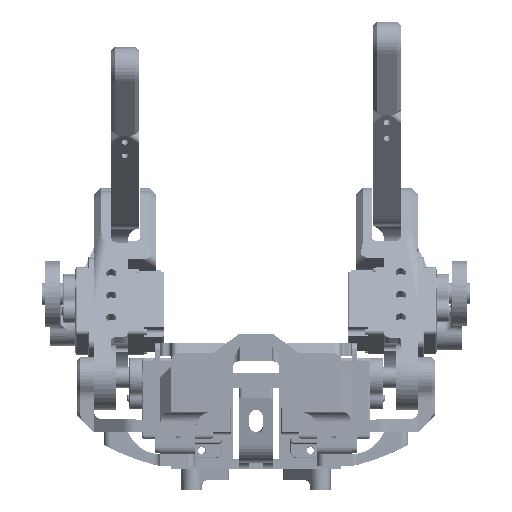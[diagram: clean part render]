
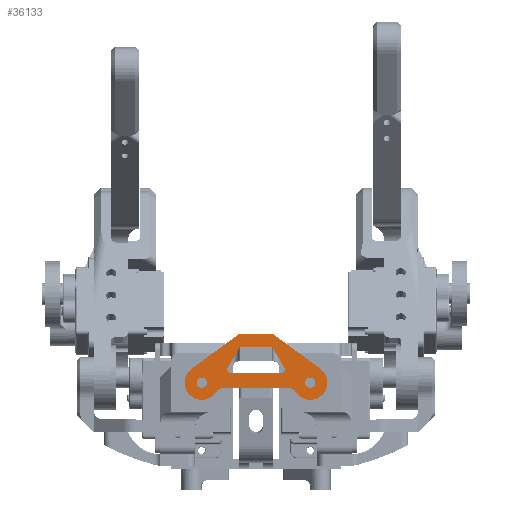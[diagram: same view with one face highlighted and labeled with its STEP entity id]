
A CAD part, left-side view. The second image highlights one B-rep face of the part: STEP entity #36133.
In plain terms, the highlighted face is planar.
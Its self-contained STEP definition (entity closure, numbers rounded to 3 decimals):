
#1611=FACE_BOUND('',#6379,.T.);
#1612=FACE_BOUND('',#6380,.T.);
#1613=FACE_BOUND('',#6381,.T.);
#2348=PLANE('',#40403);
#4052=FACE_OUTER_BOUND('',#6378,.T.);
#6378=EDGE_LOOP('',(#32245,#32246,#32247,#32248,#32249,#32250,#32251,#32252));
#6379=EDGE_LOOP('',(#32253,#32254,#32255,#32256,#32257,#32258));
#6380=EDGE_LOOP('',(#32259));
#6381=EDGE_LOOP('',(#32260));
#8321=CIRCLE('',#40361,3.);
#8323=CIRCLE('',#40364,5.);
#8324=CIRCLE('',#40366,3.);
#8326=CIRCLE('',#40369,5.);
#8329=CIRCLE('',#40373,1.);
#8330=CIRCLE('',#40377,1.);
#8336=CIRCLE('',#40398,1.5);
#8337=CIRCLE('',#40400,1.5);
#10919=LINE('',#63228,#13883);
#10938=LINE('',#63309,#13902);
#10941=LINE('',#63320,#13905);
#10943=LINE('',#63325,#13907);
#10945=LINE('',#63328,#13909);
#10963=LINE('',#63378,#13927);
#10964=LINE('',#63381,#13928);
#10966=LINE('',#63384,#13930);
#13883=VECTOR('',#50011,10.);
#13902=VECTOR('',#50090,10.);
#13905=VECTOR('',#50101,10.);
#13907=VECTOR('',#50107,10.);
#13909=VECTOR('',#50111,10.);
#13927=VECTOR('',#50167,10.);
#13928=VECTOR('',#50170,10.);
#13930=VECTOR('',#50174,10.);
#17497=VERTEX_POINT('',#63225);
#17498=VERTEX_POINT('',#63227);
#17516=VERTEX_POINT('',#63270);
#17517=VERTEX_POINT('',#63272);
#17519=VERTEX_POINT('',#63278);
#17520=VERTEX_POINT('',#63282);
#17521=VERTEX_POINT('',#63283);
#17524=VERTEX_POINT('',#63291);
#17528=VERTEX_POINT('',#63300);
#17529=VERTEX_POINT('',#63302);
#17531=VERTEX_POINT('',#63311);
#17532=VERTEX_POINT('',#63312);
#17546=VERTEX_POINT('',#63368);
#17547=VERTEX_POINT('',#63372);
#17548=VERTEX_POINT('',#63376);
#17549=VERTEX_POINT('',#63380);
#22458=EDGE_CURVE('',#17498,#17497,#10919,.T.);
#22480=EDGE_CURVE('',#17516,#17517,#8321,.T.);
#22484=EDGE_CURVE('',#17516,#17519,#8323,.T.);
#22485=EDGE_CURVE('',#17520,#17521,#8324,.T.);
#22489=EDGE_CURVE('',#17524,#17521,#8326,.T.);
#22494=EDGE_CURVE('',#17528,#17529,#8329,.T.);
#22498=EDGE_CURVE('',#17528,#17498,#10938,.T.);
#22499=EDGE_CURVE('',#17531,#17532,#8330,.T.);
#22503=EDGE_CURVE('',#17497,#17532,#10941,.T.);
#22506=EDGE_CURVE('',#17531,#17529,#10943,.T.);
#22508=EDGE_CURVE('',#17520,#17517,#10945,.T.);
#22530=EDGE_CURVE('',#17546,#17546,#8336,.T.);
#22532=EDGE_CURVE('',#17547,#17547,#8337,.T.);
#22534=EDGE_CURVE('',#17519,#17548,#10963,.T.);
#22535=EDGE_CURVE('',#17549,#17524,#10964,.T.);
#22537=EDGE_CURVE('',#17548,#17549,#10966,.T.);
#32245=ORIENTED_EDGE('',*,*,#22508,.T.);
#32246=ORIENTED_EDGE('',*,*,#22480,.F.);
#32247=ORIENTED_EDGE('',*,*,#22484,.T.);
#32248=ORIENTED_EDGE('',*,*,#22534,.T.);
#32249=ORIENTED_EDGE('',*,*,#22537,.T.);
#32250=ORIENTED_EDGE('',*,*,#22535,.T.);
#32251=ORIENTED_EDGE('',*,*,#22489,.T.);
#32252=ORIENTED_EDGE('',*,*,#22485,.F.);
#32253=ORIENTED_EDGE('',*,*,#22498,.T.);
#32254=ORIENTED_EDGE('',*,*,#22458,.T.);
#32255=ORIENTED_EDGE('',*,*,#22503,.T.);
#32256=ORIENTED_EDGE('',*,*,#22499,.F.);
#32257=ORIENTED_EDGE('',*,*,#22506,.T.);
#32258=ORIENTED_EDGE('',*,*,#22494,.F.);
#32259=ORIENTED_EDGE('',*,*,#22530,.T.);
#32260=ORIENTED_EDGE('',*,*,#22532,.T.);
#36133=ADVANCED_FACE('',(#4052,#1611,#1612,#1613),#2348,.T.);
#40361=AXIS2_PLACEMENT_3D('',#63273,#50052,#50053);
#40364=AXIS2_PLACEMENT_3D('',#63280,#50060,#50061);
#40366=AXIS2_PLACEMENT_3D('',#63284,#50064,#50065);
#40369=AXIS2_PLACEMENT_3D('',#63292,#50072,#50073);
#40373=AXIS2_PLACEMENT_3D('',#63303,#50082,#50083);
#40377=AXIS2_PLACEMENT_3D('',#63313,#50093,#50094);
#40398=AXIS2_PLACEMENT_3D('',#63370,#50157,#50158);
#40400=AXIS2_PLACEMENT_3D('',#63374,#50162,#50163);
#40403=AXIS2_PLACEMENT_3D('',#63383,#50172,#50173);
#50011=DIRECTION('',(1.,0.,0.));
#50052=DIRECTION('center_axis',(0.,-1.,0.));
#50053=DIRECTION('ref_axis',(0.471,0.,0.882));
#50060=DIRECTION('center_axis',(0.,-1.,0.));
#50061=DIRECTION('ref_axis',(1.,0.,0.));
#50064=DIRECTION('center_axis',(0.,-1.,0.));
#50065=DIRECTION('ref_axis',(-0.471,0.,0.882));
#50072=DIRECTION('center_axis',(0.,-1.,0.));
#50073=DIRECTION('ref_axis',(1.,0.,0.));
#50082=DIRECTION('center_axis',(0.,-1.,0.));
#50083=DIRECTION('ref_axis',(-0.868,0.,-0.497));
#50090=DIRECTION('',(0.505,0.,0.863));
#50093=DIRECTION('center_axis',(0.,-1.,0.));
#50094=DIRECTION('ref_axis',(0.868,0.,-0.497));
#50101=DIRECTION('',(0.505,0.,-0.863));
#50107=DIRECTION('',(-1.,0.,0.));
#50111=DIRECTION('',(1.,0.,0.));
#50157=DIRECTION('center_axis',(0.,1.,0.));
#50158=DIRECTION('ref_axis',(-1.,0.,0.));
#50162=DIRECTION('center_axis',(0.,1.,0.));
#50163=DIRECTION('ref_axis',(-1.,0.,0.));
#50167=DIRECTION('',(-0.807,0.,0.591));
#50170=DIRECTION('',(-0.807,0.,-0.591));
#50172=DIRECTION('center_axis',(0.,-1.,0.));
#50173=DIRECTION('ref_axis',(0.,0.,-1.));
#50174=DIRECTION('',(-1.,0.,0.));
#63225=CARTESIAN_POINT('',(11.6,-43.,0.));
#63227=CARTESIAN_POINT('',(2.,-43.,0.));
#63228=CARTESIAN_POINT('',(2.,-43.,0.));
#63270=CARTESIAN_POINT('',(18.446,-43.,-13.033));
#63272=CARTESIAN_POINT('',(15.954,-43.,-11.704));
#63273=CARTESIAN_POINT('Origin',(15.954,-43.,-14.704));
#63278=CARTESIAN_POINT('',(25.554,-43.,-6.216));
#63280=CARTESIAN_POINT('Origin',(22.6,-43.,-10.25));
#63282=CARTESIAN_POINT('',(-2.354,-43.,-11.704));
#63283=CARTESIAN_POINT('',(-4.846,-43.,-13.033));
#63284=CARTESIAN_POINT('Origin',(-2.354,-43.,-14.704));
#63291=CARTESIAN_POINT('',(-11.954,-43.,-6.216));
#63292=CARTESIAN_POINT('Origin',(-9.,-43.,-10.25));
#63300=CARTESIAN_POINT('',(-1.459,-43.,-5.909));
#63302=CARTESIAN_POINT('',(-0.596,-43.,-7.414));
#63303=CARTESIAN_POINT('Origin',(-0.596,-43.,-6.414));
#63309=CARTESIAN_POINT('',(-4.,-43.,-10.25));
#63311=CARTESIAN_POINT('',(14.196,-43.,-7.414));
#63312=CARTESIAN_POINT('',(15.059,-43.,-5.909));
#63313=CARTESIAN_POINT('Origin',(14.196,-43.,-6.414));
#63320=CARTESIAN_POINT('',(11.6,-43.,0.));
#63325=CARTESIAN_POINT('',(15.94,-43.,-7.414));
#63328=CARTESIAN_POINT('',(-4.216,-43.,-11.704));
#63368=CARTESIAN_POINT('',(-7.5,-43.,-10.25));
#63370=CARTESIAN_POINT('Origin',(-9.,-43.,-10.25));
#63372=CARTESIAN_POINT('',(24.1,-43.,-10.25));
#63374=CARTESIAN_POINT('Origin',(22.6,-43.,-10.25));
#63376=CARTESIAN_POINT('',(11.6,-43.,4.));
#63378=CARTESIAN_POINT('',(25.554,-43.,-6.216));
#63380=CARTESIAN_POINT('',(2.,-43.,4.));
#63381=CARTESIAN_POINT('',(2.,-43.,4.));
#63383=CARTESIAN_POINT('Origin',(6.8,-43.,-5.625));
#63384=CARTESIAN_POINT('',(11.6,-43.,4.));
